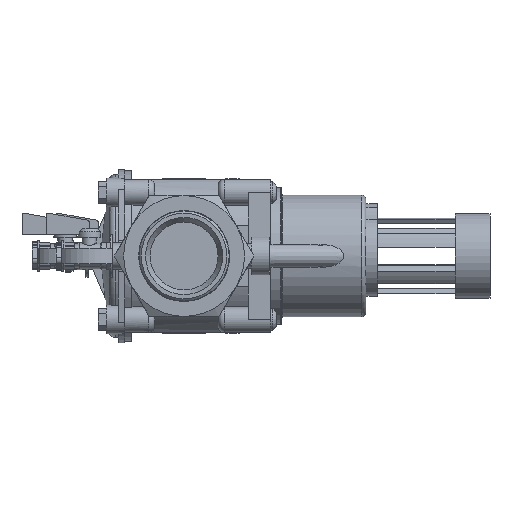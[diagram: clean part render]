
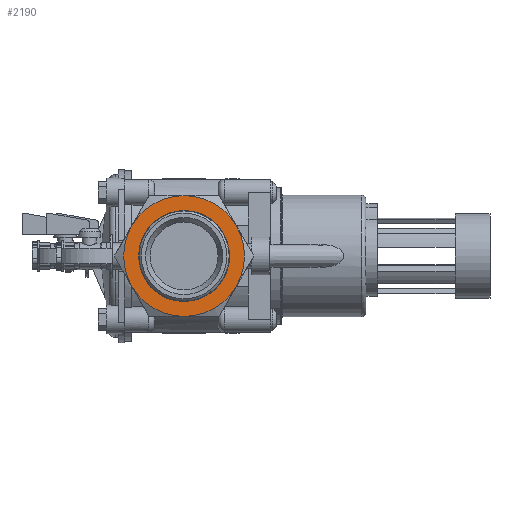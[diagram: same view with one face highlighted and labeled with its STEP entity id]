
A CAD part, left-side view. The second image highlights one B-rep face of the part: STEP entity #2190.
In plain terms, the highlighted planar face has unit normal (-1, 0, 0).
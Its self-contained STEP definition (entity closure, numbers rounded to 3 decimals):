
#2190 = ADVANCED_FACE( '', ( #4541, #4542 ), #4543, .F. );
#4541 = FACE_OUTER_BOUND( '', #7051, .T. );
#4542 = FACE_BOUND( '', #7052, .T. );
#4543 = PLANE( '', #7053 );
#7051 = EDGE_LOOP( '', ( #13619, #13620, #13621, #13622, #13623, #13624 ) );
#7052 = EDGE_LOOP( '', ( #13625 ) );
#7053 = AXIS2_PLACEMENT_3D( '', #13626, #13627, #13628 );
#13619 = ORIENTED_EDGE( '', *, *, #14906, .F. );
#13620 = ORIENTED_EDGE( '', *, *, #15863, .F. );
#13621 = ORIENTED_EDGE( '', *, *, #16101, .F. );
#13622 = ORIENTED_EDGE( '', *, *, #15999, .F. );
#13623 = ORIENTED_EDGE( '', *, *, #15385, .F. );
#13624 = ORIENTED_EDGE( '', *, *, #16369, .F. );
#13625 = ORIENTED_EDGE( '', *, *, #15457, .T. );
#13626 = CARTESIAN_POINT( '', ( -111., 30.1, 0. ) );
#13627 = DIRECTION( '', ( 1., 0., 0. ) );
#13628 = DIRECTION( '', ( 0., 0., -1. ) );
#14906 = EDGE_CURVE( '', #18283, #18285, #18286, .T. );
#15385 = EDGE_CURVE( '', #19013, #19010, #19015, .T. );
#15457 = EDGE_CURVE( '', #19119, #19119, #19120, .T. );
#15863 = EDGE_CURVE( '', #17173, #18283, #19679, .T. );
#15999 = EDGE_CURVE( '', #19010, #19852, #19853, .T. );
#16101 = EDGE_CURVE( '', #19852, #17173, #19973, .T. );
#16369 = EDGE_CURVE( '', #18285, #19013, #20274, .T. );
#17173 = VERTEX_POINT( '', #21629 );
#18283 = VERTEX_POINT( '', #23780 );
#18285 = VERTEX_POINT( '', #23787 );
#18286 = CIRCLE( '', #23788, 40. );
#19010 = VERTEX_POINT( '', #25032 );
#19013 = VERTEX_POINT( '', #25044 );
#19015 = CIRCLE( '', #25053, 40. );
#19119 = VERTEX_POINT( '', #25245 );
#19120 = CIRCLE( '', #25246, 30.1 );
#19679 = CIRCLE( '', #26198, 40. );
#19852 = VERTEX_POINT( '', #26475 );
#19853 = CIRCLE( '', #26476, 40. );
#19973 = CIRCLE( '', #26666, 40. );
#20274 = CIRCLE( '', #27197, 40. );
#21629 = CARTESIAN_POINT( '', ( -111., 0., -40. ) );
#23780 = CARTESIAN_POINT( '', ( -111., 34.641, -20. ) );
#23787 = CARTESIAN_POINT( '', ( -111., 34.641, 20. ) );
#23788 = AXIS2_PLACEMENT_3D( '', #28674, #28675, #28676 );
#25032 = CARTESIAN_POINT( '', ( -111., -34.641, 20. ) );
#25044 = CARTESIAN_POINT( '', ( -111., 0., 40. ) );
#25053 = AXIS2_PLACEMENT_3D( '', #29284, #29285, #29286 );
#25245 = CARTESIAN_POINT( '', ( -111., 0., -30.1 ) );
#25246 = AXIS2_PLACEMENT_3D( '', #29365, #29366, #29367 );
#26198 = AXIS2_PLACEMENT_3D( '', #29855, #29856, #29857 );
#26475 = CARTESIAN_POINT( '', ( -111., -34.641, -20. ) );
#26476 = AXIS2_PLACEMENT_3D( '', #30016, #30017, #30018 );
#26666 = AXIS2_PLACEMENT_3D( '', #30110, #30111, #30112 );
#27197 = AXIS2_PLACEMENT_3D( '', #30309, #30310, #30311 );
#28674 = CARTESIAN_POINT( '', ( -111., 0., 0. ) );
#28675 = DIRECTION( '', ( 1., 0., 0. ) );
#28676 = DIRECTION( '', ( 0., 0., -1. ) );
#29284 = CARTESIAN_POINT( '', ( -111., 0., 0. ) );
#29285 = DIRECTION( '', ( 1., 0., 0. ) );
#29286 = DIRECTION( '', ( 0., 0., -1. ) );
#29365 = CARTESIAN_POINT( '', ( -111., 0., 0. ) );
#29366 = DIRECTION( '', ( 1., 0., 0. ) );
#29367 = DIRECTION( '', ( 0., 0., -1. ) );
#29855 = CARTESIAN_POINT( '', ( -111., 0., 0. ) );
#29856 = DIRECTION( '', ( 1., 0., 0. ) );
#29857 = DIRECTION( '', ( 0., 0., -1. ) );
#30016 = CARTESIAN_POINT( '', ( -111., 0., 0. ) );
#30017 = DIRECTION( '', ( 1., 0., 0. ) );
#30018 = DIRECTION( '', ( 0., 0., -1. ) );
#30110 = CARTESIAN_POINT( '', ( -111., 0., 0. ) );
#30111 = DIRECTION( '', ( 1., 0., 0. ) );
#30112 = DIRECTION( '', ( 0., 0., -1. ) );
#30309 = CARTESIAN_POINT( '', ( -111., 0., 0. ) );
#30310 = DIRECTION( '', ( 1., 0., 0. ) );
#30311 = DIRECTION( '', ( 0., 0., -1. ) );
